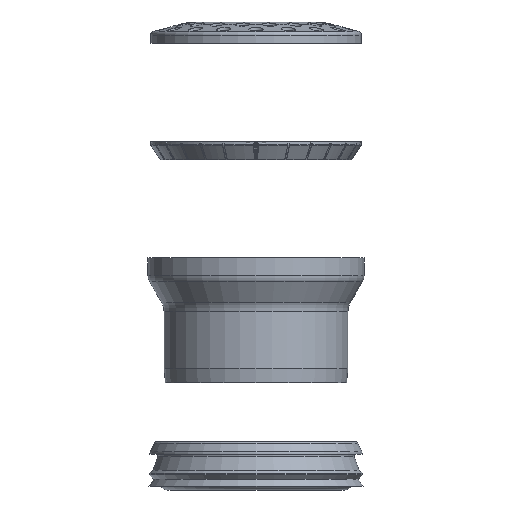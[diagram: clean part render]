
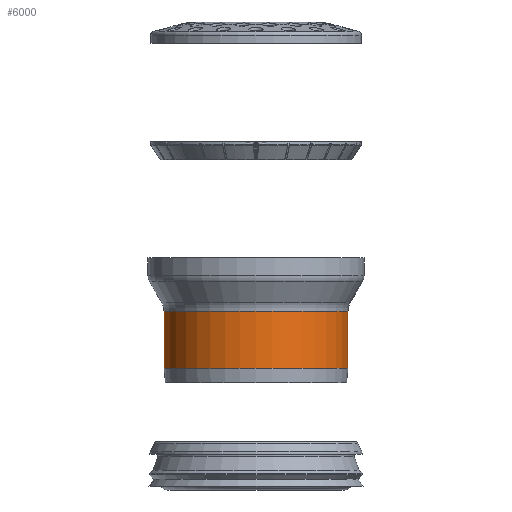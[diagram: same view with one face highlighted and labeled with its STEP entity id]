
A CAD part, front view. The second image highlights one B-rep face of the part: STEP entity #6000.
In plain terms, the highlighted cylindrical face has radius 515 mm (diameter 1030 mm), a full revolution.
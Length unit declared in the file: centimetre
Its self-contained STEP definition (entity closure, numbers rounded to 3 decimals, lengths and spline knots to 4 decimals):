
#533=CYLINDRICAL_SURFACE('',#7236,51.5);
#700=FACE_OUTER_BOUND('',#1021,.T.);
#1021=EDGE_LOOP('',(#3703,#3704,#3705,#3706,#3707,#3708));
#1408=CIRCLE('',#7234,51.5);
#1409=CIRCLE('',#7235,51.5);
#1410=CIRCLE('',#7237,51.5);
#1411=CIRCLE('',#7238,51.5);
#1781=VERTEX_POINT('',#9786);
#1782=VERTEX_POINT('',#9788);
#1783=VERTEX_POINT('',#9792);
#1784=VERTEX_POINT('',#9794);
#2554=EDGE_CURVE('',#1781,#1782,#1408,.T.);
#2555=EDGE_CURVE('',#1782,#1781,#1409,.T.);
#2556=EDGE_CURVE('',#1782,#1783,#6338,.T.);
#2557=EDGE_CURVE('',#1783,#1784,#1410,.T.);
#2558=EDGE_CURVE('',#1784,#1783,#1411,.T.);
#3703=ORIENTED_EDGE('',*,*,#2555,.F.);
#3704=ORIENTED_EDGE('',*,*,#2556,.T.);
#3705=ORIENTED_EDGE('',*,*,#2557,.T.);
#3706=ORIENTED_EDGE('',*,*,#2558,.T.);
#3707=ORIENTED_EDGE('',*,*,#2556,.F.);
#3708=ORIENTED_EDGE('',*,*,#2554,.F.);
#6000=ADVANCED_FACE('',(#700),#533,.T.);
#6338=LINE('',#9793,#6780);
#6780=VECTOR('',#7959,51.5);
#7234=AXIS2_PLACEMENT_3D('',#9789,#7953,#7954);
#7235=AXIS2_PLACEMENT_3D('',#9790,#7955,#7956);
#7236=AXIS2_PLACEMENT_3D('',#9791,#7957,#7958);
#7237=AXIS2_PLACEMENT_3D('',#9795,#7960,#7961);
#7238=AXIS2_PLACEMENT_3D('',#9796,#7962,#7963);
#7953=DIRECTION('center_axis',(0.,0.,
-1.));
#7954=DIRECTION('ref_axis',(-1.,0.,0.));
#7955=DIRECTION('center_axis',(0.,0.,
-1.));
#7956=DIRECTION('ref_axis',(-1.,0.,0.));
#7957=DIRECTION('center_axis',(0.,0.,
-1.));
#7958=DIRECTION('ref_axis',(1.,0.,0.));
#7959=DIRECTION('',(0.,0.,1.));
#7960=DIRECTION('center_axis',(0.,0.,
-1.));
#7961=DIRECTION('ref_axis',(1.,0.,0.));
#7962=DIRECTION('center_axis',(0.,0.,
-1.));
#7963=DIRECTION('ref_axis',(1.,0.,0.));
#9786=CARTESIAN_POINT('',(0.,-51.5,68.0499));
#9788=CARTESIAN_POINT('',(-51.5,0.,68.0499));
#9789=CARTESIAN_POINT('Origin',(0.,0.,
68.0499));
#9790=CARTESIAN_POINT('Origin',(0.,0.,
68.0499));
#9791=CARTESIAN_POINT('Origin',(0.,0.,
84.));
#9792=CARTESIAN_POINT('',(-51.5,0.,100.));
#9793=CARTESIAN_POINT('',(-51.5,0.,84.));
#9794=CARTESIAN_POINT('',(0.,-51.5,100.));
#9795=CARTESIAN_POINT('Origin',(0.,0.,
100.));
#9796=CARTESIAN_POINT('Origin',(0.,0.,
100.));
